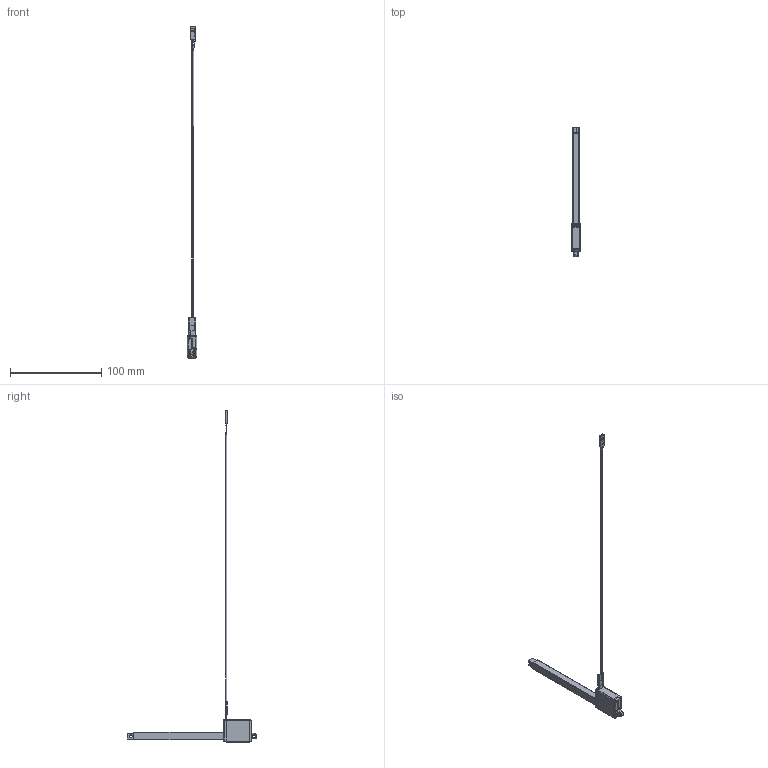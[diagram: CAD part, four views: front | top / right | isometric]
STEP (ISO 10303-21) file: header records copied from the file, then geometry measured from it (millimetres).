
FILE_DESCRIPTION((''),'2;1');
FILE_NAME('P8-100MM_ASM','2021-01-21T',('princ'),(''),'PRO/ENGINEER BY PARAMETRIC TECHNOLOGY CORPORATION, 2004440','PRO/ENGINEER BY PARAMETRIC TECHNOLOGY CORPORATION, 2004440','');
FILE_SCHEMA(('CONFIG_CONTROL_DESIGN'));
Products named in the file (3): P8_100MM_BODY; P8_100MM_SHAFT; P8-100MM_ASM
Assembly tree (2 placements, depth 2):
  P8-100MM_ASM
    P8_100MM_BODY
    P8_100MM_SHAFT
Bounding box: 10.6 x 141.3 x 362.97 mm (x, y, z)
Surface area: 20140.6 mm2 (no closed solid volume)
Topology: 0 solids, 62 shells, 433 faces, 2117 edges, 1727 vertices
Faces by surface type: cylinder 195, plane 146, bspline 49, torus 29, cone 12, sphere 2
Entity records: 47618 total; most frequent: CARTESIAN_POINT 31850, ORIENTED_EDGE 2908, DIRECTION 2858, EDGE_CURVE 2117, VERTEX_POINT 1727, VECTOR 1382, LINE 1382, AXIS2_PLACEMENT_3D 738
